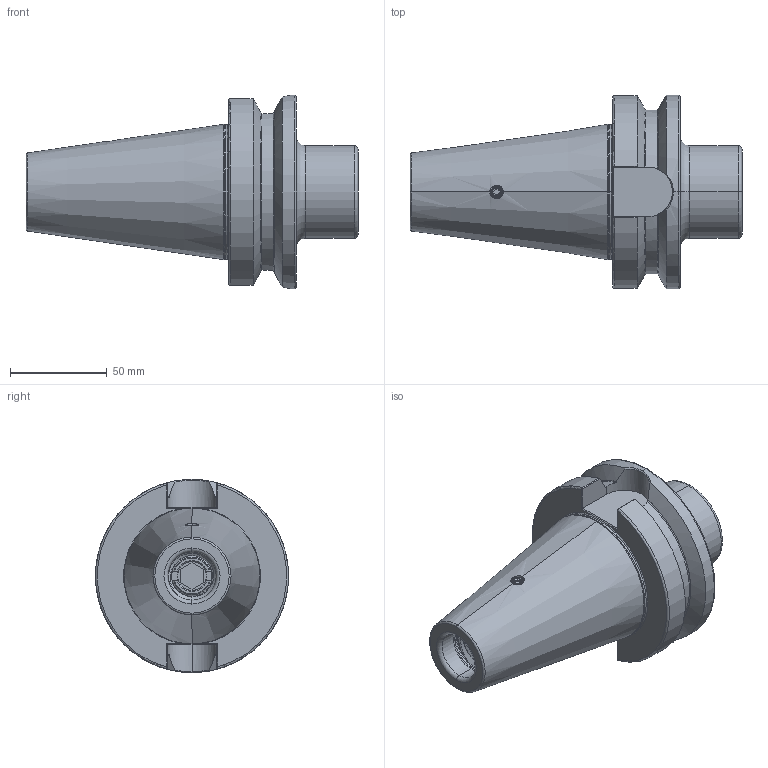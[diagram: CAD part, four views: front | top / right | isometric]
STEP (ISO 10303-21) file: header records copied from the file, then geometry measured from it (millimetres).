
FILE_DESCRIPTION (( 'STEP AP203' ), '1' );
FILE_NAME ('505.08.04.STEP', '2016-11-26T01:13:04', ( '' ), ( '' ), 'SwSTEP 2.0', 'SolidWorks 2012', '' );
FILE_SCHEMA (( 'CONFIG_CONTROL_DESIGN' ));
Length unit declared in the file: millimetre
Products named in the file (5): 2-41371008AF_M24xP3_9.5L; 2-01130024_M16xP2-35L; 505.08.04; 2-02.000.0060100C2_M6xP01-10L
Assembly tree (4 placements, depth 2):
  505.08.04
    505.08.04
    2-01130024_M16xP2-35L
    2-41371008AF_M24xP3_9.5L
    2-02.000.0060100C2_M6xP01-10L
Bounding box: 171.8 x 100 x 100 mm (x, y, z)
Volume: 466907.2 mm3; surface area: 71009.4 mm2
Topology: 4 solids, 4 shells, 319 faces, 856 edges, 550 vertices
Faces by surface type: cylinder 139, plane 70, cone 41, bspline 37, torus 32
Entity records: 30562 total; most frequent: CARTESIAN_POINT 23150, ORIENTED_EDGE 1708, DIRECTION 1172, EDGE_CURVE 854, VERTEX_POINT 550, AXIS2_PLACEMENT_3D 453, EDGE_LOOP 332, FACE_OUTER_BOUND 319
